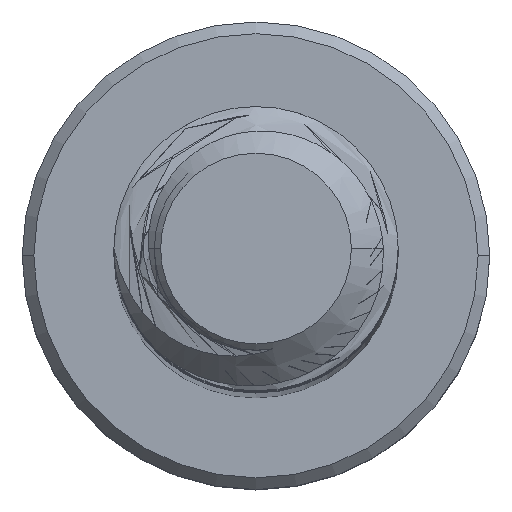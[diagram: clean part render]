
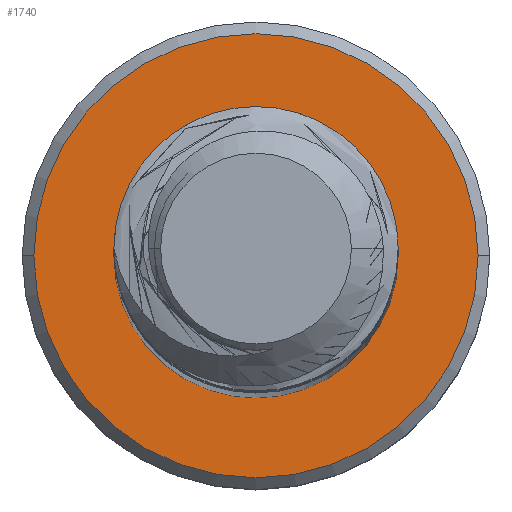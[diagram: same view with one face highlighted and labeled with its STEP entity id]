
A CAD part, top view. The second image highlights one B-rep face of the part: STEP entity #1740.
In plain terms, the highlighted planar face has unit normal (0, 0, 1).
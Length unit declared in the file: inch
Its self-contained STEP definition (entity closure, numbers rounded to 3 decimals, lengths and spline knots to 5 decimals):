
#896 = CIRCLE ( 'NONE', #2463, 0.095 ) ;
#900 = CIRCLE ( 'NONE', #2464, 0.095 ) ;
#969 = CIRCLE ( 'NONE', #2479, 0.14844 ) ;
#997 = CIRCLE ( 'NONE', #2475, 0.14844 ) ;
#1740 = ADVANCED_FACE ( 'NONE', ( #5001, #4983 ), #3512, .F. ) ;
#2289 = EDGE_CURVE ( 'NONE', #3750, #3813, #896, .T. ) ;
#2291 = EDGE_CURVE ( 'NONE', #3813, #3750, #900, .T. ) ;
#2322 = EDGE_CURVE ( 'NONE', #3799, #3801, #997, .T. ) ;
#2345 = EDGE_CURVE ( 'NONE', #3801, #3799, #969, .T. ) ;
#2407 = AXIS2_PLACEMENT_3D ( 'NONE', #3513, #3510, #3509 ) ;
#2463 = AXIS2_PLACEMENT_3D ( 'NONE', #8040, #8037, #8035 ) ;
#2464 = AXIS2_PLACEMENT_3D ( 'NONE', #8034, #8026, #8025 ) ;
#2475 = AXIS2_PLACEMENT_3D ( 'NONE', #7832, #7819, #7818 ) ;
#2479 = AXIS2_PLACEMENT_3D ( 'NONE', #7701, #7697, #7696 ) ;
#3509 = DIRECTION ( 'NONE',  ( -1., 0., 0. ) ) ;
#3510 = DIRECTION ( 'NONE',  ( 0., 0., -1. ) ) ;
#3512 = PLANE ( 'NONE',  #2407 ) ;
#3513 = CARTESIAN_POINT ( 'NONE',  ( 0., 0., -2.75 ) ) ;
#3750 = VERTEX_POINT ( 'NONE', #7674 ) ;
#3799 = VERTEX_POINT ( 'NONE', #7622 ) ;
#3801 = VERTEX_POINT ( 'NONE', #7620 ) ;
#3813 = VERTEX_POINT ( 'NONE', #7609 ) ;
#4682 = ORIENTED_EDGE ( 'NONE', *, *, #2345, .T. ) ;
#4683 = ORIENTED_EDGE ( 'NONE', *, *, #2291, .F. ) ;
#4781 = EDGE_LOOP ( 'NONE', ( #4682, #4905 ) ) ;
#4786 = EDGE_LOOP ( 'NONE', ( #4683, #4941 ) ) ;
#4905 = ORIENTED_EDGE ( 'NONE', *, *, #2322, .T. ) ;
#4941 = ORIENTED_EDGE ( 'NONE', *, *, #2289, .F. ) ;
#4983 = FACE_BOUND ( 'NONE', #4786, .T. ) ;
#5001 = FACE_OUTER_BOUND ( 'NONE', #4781, .T. ) ;
#7609 = CARTESIAN_POINT ( 'NONE',  ( 0.095, 0., -2.75 ) ) ;
#7620 = CARTESIAN_POINT ( 'NONE',  ( -0.14844, 0., -2.75 ) ) ;
#7622 = CARTESIAN_POINT ( 'NONE',  ( 0.14844, 0., -2.75 ) ) ;
#7674 = CARTESIAN_POINT ( 'NONE',  ( -0.095, 0., -2.75 ) ) ;
#7696 = DIRECTION ( 'NONE',  ( -1., 0., 0. ) ) ;
#7697 = DIRECTION ( 'NONE',  ( 0., 0., 1. ) ) ;
#7701 = CARTESIAN_POINT ( 'NONE',  ( 0., 0., -2.75 ) ) ;
#7818 = DIRECTION ( 'NONE',  ( -1., 0., 0. ) ) ;
#7819 = DIRECTION ( 'NONE',  ( 0., 0., 1. ) ) ;
#7832 = CARTESIAN_POINT ( 'NONE',  ( 0., 0., -2.75 ) ) ;
#8025 = DIRECTION ( 'NONE',  ( -1., 0., 0. ) ) ;
#8026 = DIRECTION ( 'NONE',  ( 0., 0., 1. ) ) ;
#8034 = CARTESIAN_POINT ( 'NONE',  ( 0., 0., -2.75 ) ) ;
#8035 = DIRECTION ( 'NONE',  ( -1., 0., 0. ) ) ;
#8037 = DIRECTION ( 'NONE',  ( 0., 0., 1. ) ) ;
#8040 = CARTESIAN_POINT ( 'NONE',  ( 0., 0., -2.75 ) ) ;
